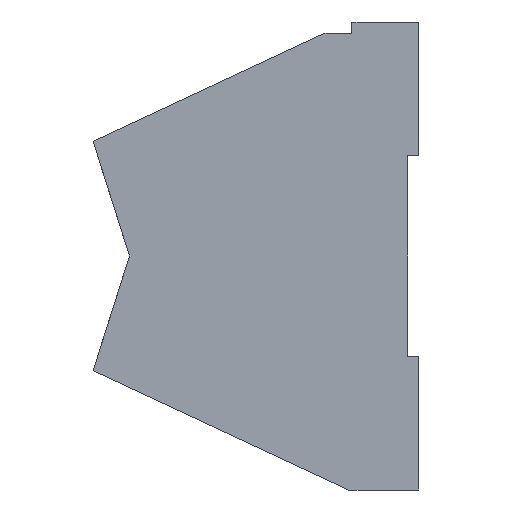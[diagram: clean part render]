
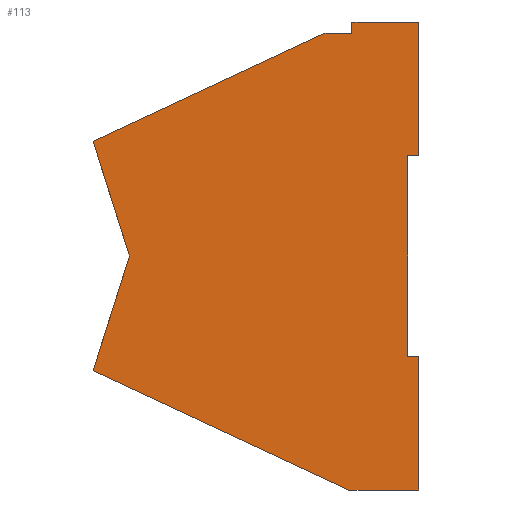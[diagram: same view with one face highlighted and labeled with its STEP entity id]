
A CAD part, left-side view. The second image highlights one B-rep face of the part: STEP entity #113.
In plain terms, the highlighted planar face has unit normal (-1, 0, 0).
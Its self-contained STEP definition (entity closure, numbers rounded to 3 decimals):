
#113 = ADVANCED_FACE( '', ( #191 ), #192, .F. );
#191 = FACE_OUTER_BOUND( '', #269, .T. );
#192 = PLANE( '', #270 );
#269 = EDGE_LOOP( '', ( #626, #627, #628, #629, #630, #631, #632, #633, #634, #635, #636, #637, #638 ) );
#270 = AXIS2_PLACEMENT_3D( '', #639, #640, #641 );
#626 = ORIENTED_EDGE( '', *, *, #768, .F. );
#627 = ORIENTED_EDGE( '', *, *, #749, .F. );
#628 = ORIENTED_EDGE( '', *, *, #753, .F. );
#629 = ORIENTED_EDGE( '', *, *, #756, .F. );
#630 = ORIENTED_EDGE( '', *, *, #758, .F. );
#631 = ORIENTED_EDGE( '', *, *, #700, .F. );
#632 = ORIENTED_EDGE( '', *, *, #723, .F. );
#633 = ORIENTED_EDGE( '', *, *, #761, .F. );
#634 = ORIENTED_EDGE( '', *, *, #764, .F. );
#635 = ORIENTED_EDGE( '', *, *, #766, .F. );
#636 = ORIENTED_EDGE( '', *, *, #712, .F. );
#637 = ORIENTED_EDGE( '', *, *, #746, .F. );
#638 = ORIENTED_EDGE( '', *, *, #726, .F. );
#639 = CARTESIAN_POINT( '', ( 0., 0., 0. ) );
#640 = DIRECTION( '', ( 1., 0., 0. ) );
#641 = DIRECTION( '', ( 0., 0., -1. ) );
#700 = EDGE_CURVE( '', #867, #869, #870, .T. );
#712 = EDGE_CURVE( '', #883, #885, #886, .T. );
#723 = EDGE_CURVE( '', #901, #867, #903, .T. );
#726 = EDGE_CURVE( '', #906, #908, #909, .T. );
#746 = EDGE_CURVE( '', #908, #883, #935, .T. );
#749 = EDGE_CURVE( '', #939, #941, #942, .T. );
#753 = EDGE_CURVE( '', #946, #939, #948, .T. );
#756 = EDGE_CURVE( '', #951, #946, #953, .T. );
#758 = EDGE_CURVE( '', #869, #951, #955, .T. );
#761 = EDGE_CURVE( '', #958, #901, #960, .T. );
#764 = EDGE_CURVE( '', #963, #958, #965, .T. );
#766 = EDGE_CURVE( '', #885, #963, #967, .T. );
#768 = EDGE_CURVE( '', #941, #906, #969, .T. );
#867 = VERTEX_POINT( '', #1091 );
#869 = VERTEX_POINT( '', #1094 );
#870 = LINE( '', #1095, #1096 );
#883 = VERTEX_POINT( '', #1119 );
#885 = VERTEX_POINT( '', #1122 );
#886 = LINE( '', #1123, #1124 );
#901 = VERTEX_POINT( '', #1146 );
#903 = LINE( '', #1149, #1150 );
#906 = VERTEX_POINT( '', #1154 );
#908 = VERTEX_POINT( '', #1157 );
#909 = LINE( '', #1158, #1159 );
#935 = LINE( '', #1192, #1193 );
#939 = VERTEX_POINT( '', #1198 );
#941 = VERTEX_POINT( '', #1201 );
#942 = LINE( '', #1202, #1203 );
#946 = VERTEX_POINT( '', #1209 );
#948 = LINE( '', #1212, #1213 );
#951 = VERTEX_POINT( '', #1217 );
#953 = LINE( '', #1220, #1221 );
#955 = LINE( '', #1224, #1225 );
#958 = VERTEX_POINT( '', #1229 );
#960 = LINE( '', #1232, #1233 );
#963 = VERTEX_POINT( '', #1237 );
#965 = LINE( '', #1240, #1241 );
#967 = LINE( '', #1244, #1245 );
#969 = LINE( '', #1248, #1249 );
#1091 = CARTESIAN_POINT( '', ( 0., 12.986, 0. ) );
#1094 = CARTESIAN_POINT( '', ( 0., 14.61, 5.15 ) );
#1095 = CARTESIAN_POINT( '', ( 0., 12.986, 0. ) );
#1096 = VECTOR( '', #1376, 1. );
#1119 = CARTESIAN_POINT( '', ( 0., 0.5, -4.5 ) );
#1122 = CARTESIAN_POINT( '', ( 0., 0., -4.5 ) );
#1123 = CARTESIAN_POINT( '', ( 0., 0.5, -4.5 ) );
#1124 = VECTOR( '', #1388, 1. );
#1146 = CARTESIAN_POINT( '', ( 0., 14.61, -5.15 ) );
#1149 = CARTESIAN_POINT( '', ( 0., 14.61, -5.15 ) );
#1150 = VECTOR( '', #1403, 1. );
#1154 = CARTESIAN_POINT( '', ( 0., 0., 4.5 ) );
#1157 = CARTESIAN_POINT( '', ( 0., 0.5, 4.5 ) );
#1158 = CARTESIAN_POINT( '', ( 0., 0., 4.5 ) );
#1159 = VECTOR( '', #1406, 1. );
#1192 = CARTESIAN_POINT( '', ( 0., 0.5, 4.5 ) );
#1193 = VECTOR( '', #1450, 1. );
#1198 = CARTESIAN_POINT( '', ( 0., 3., 10.5 ) );
#1201 = CARTESIAN_POINT( '', ( 0., 0., 10.5 ) );
#1202 = CARTESIAN_POINT( '', ( 0., 3., 10.5 ) );
#1203 = VECTOR( '', #1453, 1. );
#1209 = CARTESIAN_POINT( '', ( 0., 3., 10. ) );
#1212 = CARTESIAN_POINT( '', ( 0., 3., 10. ) );
#1213 = VECTOR( '', #1457, 1. );
#1217 = CARTESIAN_POINT( '', ( 0., 4.209, 10. ) );
#1220 = CARTESIAN_POINT( '', ( 0., 4.209, 10. ) );
#1221 = VECTOR( '', #1460, 1. );
#1224 = CARTESIAN_POINT( '', ( 0., 14.61, 5.15 ) );
#1225 = VECTOR( '', #1462, 1. );
#1229 = CARTESIAN_POINT( '', ( 0., 3.137, -10.5 ) );
#1232 = CARTESIAN_POINT( '', ( 0., 3.137, -10.5 ) );
#1233 = VECTOR( '', #1465, 1. );
#1237 = CARTESIAN_POINT( '', ( 0., 0., -10.5 ) );
#1240 = CARTESIAN_POINT( '', ( 0., 0., -10.5 ) );
#1241 = VECTOR( '', #1468, 1. );
#1244 = CARTESIAN_POINT( '', ( 0., 0., -4.5 ) );
#1245 = VECTOR( '', #1470, 1. );
#1248 = CARTESIAN_POINT( '', ( 0., 0., 10.5 ) );
#1249 = VECTOR( '', #1472, 1. );
#1376 = DIRECTION( '', ( 0., 0.301, 0.954 ) );
#1388 = DIRECTION( '', ( 0., -1., 0. ) );
#1403 = DIRECTION( '', ( 0., -0.301, 0.954 ) );
#1406 = DIRECTION( '', ( 0., 1., 0. ) );
#1450 = DIRECTION( '', ( 0., 0., -1. ) );
#1453 = DIRECTION( '', ( 0., -1., 0. ) );
#1457 = DIRECTION( '', ( 0., 0., 1. ) );
#1460 = DIRECTION( '', ( 0., -1., 0. ) );
#1462 = DIRECTION( '', ( 0., -0.906, 0.423 ) );
#1465 = DIRECTION( '', ( 0., 0.906, 0.423 ) );
#1468 = DIRECTION( '', ( 0., 1., 0. ) );
#1470 = DIRECTION( '', ( 0., 0., -1. ) );
#1472 = DIRECTION( '', ( 0., 0., -1. ) );
